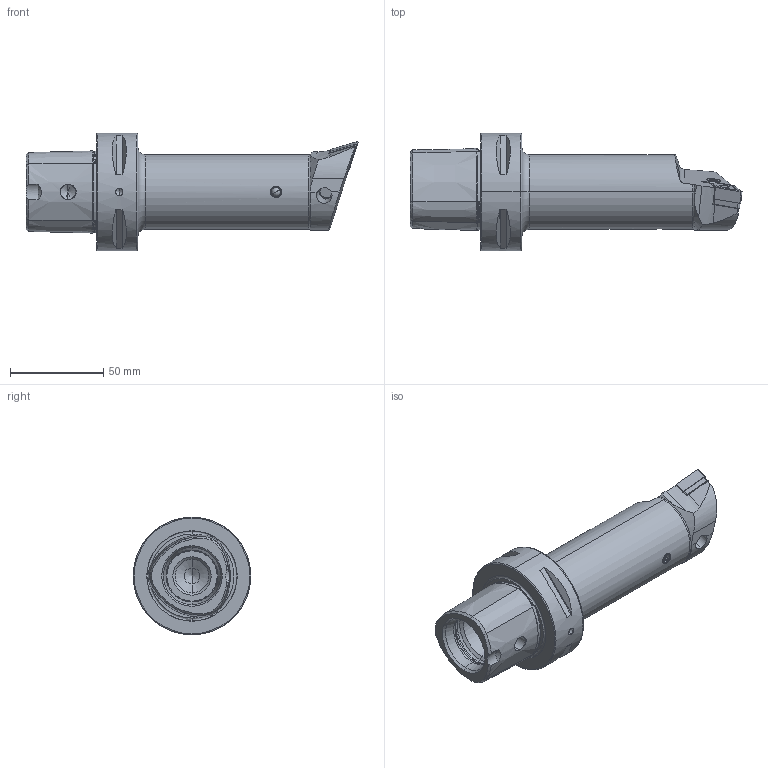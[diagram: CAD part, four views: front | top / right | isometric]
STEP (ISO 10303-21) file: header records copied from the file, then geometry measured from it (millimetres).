
FILE_DESCRIPTION (( 'STEP AP214' ), '1' );
FILE_NAME ('PS6.PDF.LQC.140.STEP', '2020-09-16T09:27:34', ( '' ), ( '' ), 'SwSTEP 2.0', 'SolidWorks 2017', '' );
FILE_SCHEMA (( 'AUTOMOTIVE_DESIGN' ));
Length unit declared in the file: millimetre
Products named in the file (8): DNMG150604; KVT_MB_600_060; PS6.PDF.LQC.140; WCD-ER4.101.017_A; WDF-ER2.101.003_A; PS6-PDF.LQC.140_A; WDF-ER3.101.000_A; WCD-ER1.101.000
Assembly tree (7 placements, depth 2):
  PS6.PDF.LQC.140
    PS6-PDF.LQC.140_A
    KVT_MB_600_060
    WDF-ER3.101.000_A
    DNMG150604
    WDF-ER2.101.003_A
    WCD-ER4.101.017_A
    WCD-ER1.101.000
Bounding box: 178 x 63 x 63 mm (x, y, z)
Volume: 219896.9 mm3; surface area: 39980 mm2
Topology: 8 solids, 8 shells, 352 faces, 851 edges, 506 vertices
Faces by surface type: cone 115, plane 92, cylinder 87, torus 44, bspline 12, sphere 2
Entity records: 11595 total; most frequent: CARTESIAN_POINT 3320, DIRECTION 1662, ORIENTED_EDGE 1660, EDGE_CURVE 830, AXIS2_PLACEMENT_3D 659, VERTEX_POINT 503, EDGE_LOOP 375, FACE_OUTER_BOUND 352
